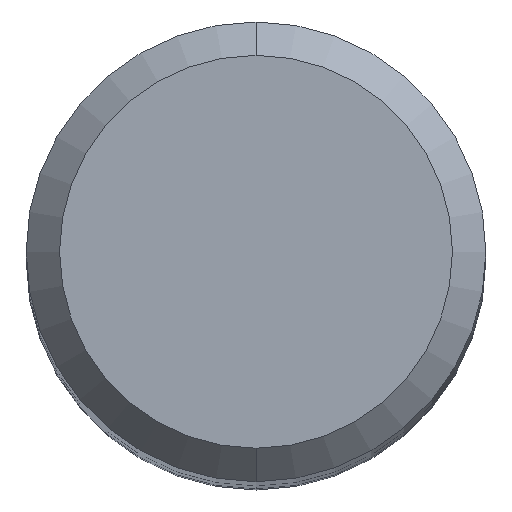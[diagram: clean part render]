
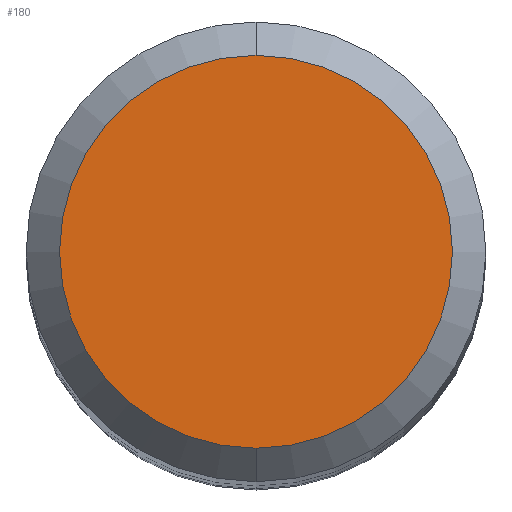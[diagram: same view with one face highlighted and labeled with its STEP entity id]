
A CAD part, top view. The second image highlights one B-rep face of the part: STEP entity #180.
In plain terms, the highlighted planar face has unit normal (0, 0, 1).
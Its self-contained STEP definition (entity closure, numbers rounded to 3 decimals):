
#120=VERTEX_POINT('',#262);
#128=EDGE_CURVE('',#132,#120,#270,.T.);
#132=VERTEX_POINT('',#274);
#180=ADVANCED_FACE('',(#327),#328,.T.);
#206=EDGE_CURVE('',#120,#132,#359,.T.);
#262=CARTESIAN_POINT('',(0.0,2.35,0.0));
#270=CIRCLE('',#422,2.35);
#274=CARTESIAN_POINT('',(0.,-2.35,0.0));
#327=FACE_OUTER_BOUND('',#498,.T.);
#328=PLANE('',#499);
#359=CIRCLE('',#538,2.35);
#422=AXIS2_PLACEMENT_3D('',#589,#590,#591);
#498=EDGE_LOOP('',(#662,#663));
#499=AXIS2_PLACEMENT_3D('',#664,#665,#666);
#538=AXIS2_PLACEMENT_3D('',#711,#712,#713);
#589=CARTESIAN_POINT('',(0.0,0.0,0.0));
#590=DIRECTION('',(0.0,0.0,-1.0));
#591=DIRECTION('',(0.0,1.0,0.0));
#662=ORIENTED_EDGE('',*,*,#206,.F.);
#663=ORIENTED_EDGE('',*,*,#128,.F.);
#664=CARTESIAN_POINT('',(0.0,1.175,0.0));
#665=DIRECTION('',(-0.0,0.0,1.0));
#666=DIRECTION('',(0.0,-1.0,0.0));
#711=CARTESIAN_POINT('',(0.0,0.0,0.0));
#712=DIRECTION('',(0.0,0.0,-1.0));
#713=DIRECTION('',(0.0,1.0,0.0));
